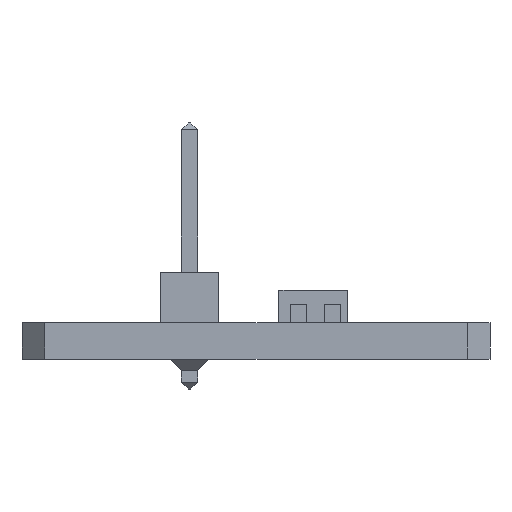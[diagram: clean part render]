
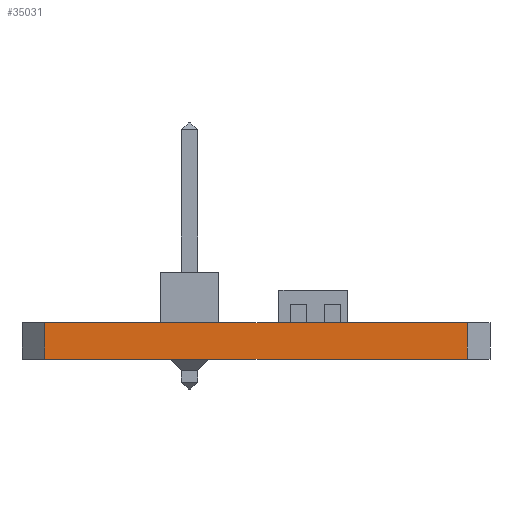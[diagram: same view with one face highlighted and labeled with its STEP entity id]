
A CAD part, left-side view. The second image highlights one B-rep face of the part: STEP entity #35031.
In plain terms, the highlighted planar face has unit normal (-1, 0, 0).
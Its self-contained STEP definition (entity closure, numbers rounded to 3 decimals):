
#283 = DIRECTION ( 'NONE',  ( 0., 0., -1. ) ) ;
#1659 = VERTEX_POINT ( 'NONE', #27372 ) ;
#4228 = CARTESIAN_POINT ( 'NONE',  ( -10.2, -9.2, 1.6 ) ) ;
#4836 = VECTOR ( 'NONE', #11890, 1000. ) ;
#5728 = EDGE_CURVE ( 'NONE', #1659, #33267, #24378, .T. ) ;
#6967 = EDGE_CURVE ( 'NONE', #1659, #19206, #34657, .T. ) ;
#8209 = ORIENTED_EDGE ( 'NONE', *, *, #6967, .T. ) ;
#11890 = DIRECTION ( 'NONE',  ( 0., -1., 0. ) ) ;
#12167 = CARTESIAN_POINT ( 'NONE',  ( -10.2, 9.2, 1.6 ) ) ;
#13972 = PLANE ( 'NONE',  #33671 ) ;
#15875 = EDGE_CURVE ( 'NONE', #19206, #29118, #20706, .T. ) ;
#16414 = DIRECTION ( 'NONE',  ( 0., -1., 0. ) ) ;
#16475 = CARTESIAN_POINT ( 'NONE',  ( -10.2, 9.2, 0. ) ) ;
#17005 = DIRECTION ( 'NONE',  ( 0., 1., 0. ) ) ;
#18765 = VECTOR ( 'NONE', #283, 1000. ) ;
#18939 = ORIENTED_EDGE ( 'NONE', *, *, #5728, .F. ) ;
#19206 = VERTEX_POINT ( 'NONE', #16475 ) ;
#20706 = LINE ( 'NONE', #32789, #4836 ) ;
#22260 = CARTESIAN_POINT ( 'NONE',  ( -10.2, -9.2, 0. ) ) ;
#22927 = LINE ( 'NONE', #31933, #29935 ) ;
#24378 = LINE ( 'NONE', #25407, #26265 ) ;
#25407 = CARTESIAN_POINT ( 'NONE',  ( -10.2, 10.2, 1.6 ) ) ;
#26265 = VECTOR ( 'NONE', #16414, 1000. ) ;
#27372 = CARTESIAN_POINT ( 'NONE',  ( -10.2, 9.2, 1.6 ) ) ;
#27858 = ORIENTED_EDGE ( 'NONE', *, *, #15875, .T. ) ;
#28882 = CARTESIAN_POINT ( 'NONE',  ( -10.2, 10.2, 1.6 ) ) ;
#29076 = DIRECTION ( 'NONE',  ( 0., 0., 1. ) ) ;
#29118 = VERTEX_POINT ( 'NONE', #22260 ) ;
#29935 = VECTOR ( 'NONE', #29076, 1000. ) ;
#31456 = FACE_OUTER_BOUND ( 'NONE', #32807, .T. ) ;
#31933 = CARTESIAN_POINT ( 'NONE',  ( -10.2, -9.2, 1.6 ) ) ;
#32789 = CARTESIAN_POINT ( 'NONE',  ( -10.2, 10.2, 0. ) ) ;
#32807 = EDGE_LOOP ( 'NONE', ( #27858, #34732, #18939, #8209 ) ) ;
#33267 = VERTEX_POINT ( 'NONE', #4228 ) ;
#33671 = AXIS2_PLACEMENT_3D ( 'NONE', #28882, #34884, #17005 ) ;
#34657 = LINE ( 'NONE', #12167, #18765 ) ;
#34732 = ORIENTED_EDGE ( 'NONE', *, *, #37227, .T. ) ;
#34884 = DIRECTION ( 'NONE',  ( 1., 0., 0. ) ) ;
#35031 = ADVANCED_FACE ( 'NONE', ( #31456 ), #13972, .F. ) ;
#37227 = EDGE_CURVE ( 'NONE', #29118, #33267, #22927, .T. ) ;
